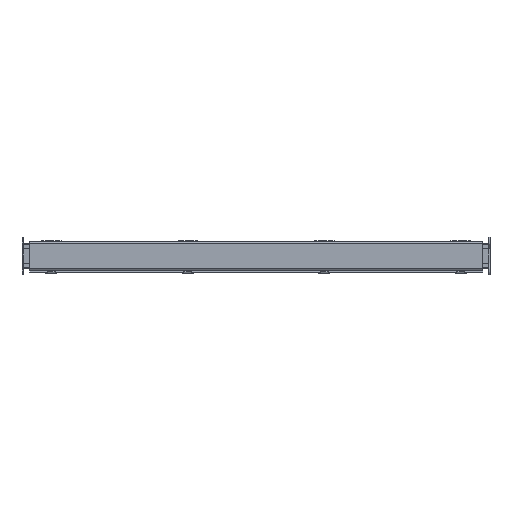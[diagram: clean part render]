
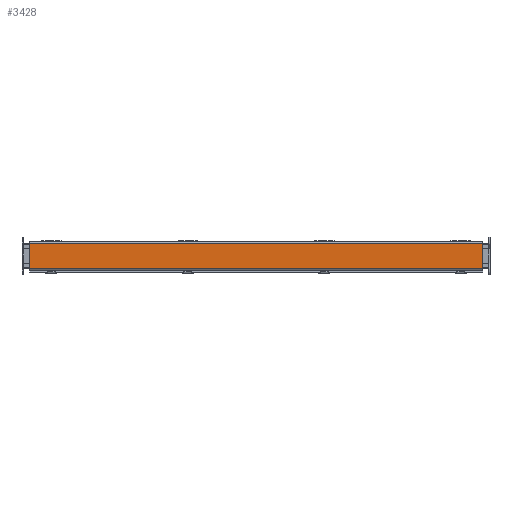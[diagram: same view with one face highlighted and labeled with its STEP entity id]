
A CAD part, top view. The second image highlights one B-rep face of the part: STEP entity #3428.
In plain terms, the highlighted planar face has unit normal (0, 0, 1).
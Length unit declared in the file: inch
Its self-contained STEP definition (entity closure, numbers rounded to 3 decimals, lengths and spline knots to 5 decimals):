
#1009 = CARTESIAN_POINT ( 'NONE',  ( 23.25, 1.3285, 2.672 ) ) ;
#1453 = CARTESIAN_POINT ( 'NONE',  ( -23.218, -1.4385, 2.672 ) ) ;
#2127 = CARTESIAN_POINT ( 'NONE',  ( -23.218, -1.3305, 2.672 ) ) ;
#3428 = ADVANCED_FACE ( 'NONE', ( #4629 ), #10806, .T. ) ;
#4026 = EDGE_CURVE ( 'NONE', #14388, #12443, #7930, .T. ) ;
#4092 = LINE ( 'NONE', #16489, #11638 ) ;
#4554 = VECTOR ( 'NONE', #10060, 39.37008 ) ;
#4629 = FACE_OUTER_BOUND ( 'NONE', #8110, .T. ) ;
#4798 = DIRECTION ( 'NONE',  ( 0., 1., 0. ) ) ;
#4808 = VECTOR ( 'NONE', #18208, 39.37008 ) ;
#5836 = EDGE_CURVE ( 'NONE', #12443, #6936, #6823, .T. ) ;
#6230 = AXIS2_PLACEMENT_3D ( 'NONE', #1453, #11763, #7193 ) ;
#6823 = LINE ( 'NONE', #12902, #4554 ) ;
#6936 = VERTEX_POINT ( 'NONE', #12657 ) ;
#7193 = DIRECTION ( 'NONE',  ( 1., 0., 0. ) ) ;
#7574 = CARTESIAN_POINT ( 'NONE',  ( 23.25, -1.3305, 2.672 ) ) ;
#7930 = LINE ( 'NONE', #18924, #9784 ) ;
#8110 = EDGE_LOOP ( 'NONE', ( #11878, #14381, #20022, #12123 ) ) ;
#8735 = LINE ( 'NONE', #19824, #4808 ) ;
#9784 = VECTOR ( 'NONE', #4798, 39.37008 ) ;
#10060 = DIRECTION ( 'NONE',  ( -1., 0., 0. ) ) ;
#10806 = PLANE ( 'NONE',  #6230 ) ;
#11638 = VECTOR ( 'NONE', #15165, 39.37008 ) ;
#11763 = DIRECTION ( 'NONE',  ( 0., 0., 1. ) ) ;
#11878 = ORIENTED_EDGE ( 'NONE', *, *, #13448, .T. ) ;
#12123 = ORIENTED_EDGE ( 'NONE', *, *, #5836, .T. ) ;
#12443 = VERTEX_POINT ( 'NONE', #1009 ) ;
#12657 = CARTESIAN_POINT ( 'NONE',  ( -23.218, 1.3285, 2.672 ) ) ;
#12902 = CARTESIAN_POINT ( 'NONE',  ( -23.218, 1.3285, 2.672 ) ) ;
#13384 = VERTEX_POINT ( 'NONE', #2127 ) ;
#13448 = EDGE_CURVE ( 'NONE', #6936, #13384, #8735, .T. ) ;
#14381 = ORIENTED_EDGE ( 'NONE', *, *, #18035, .T. ) ;
#14388 = VERTEX_POINT ( 'NONE', #7574 ) ;
#15165 = DIRECTION ( 'NONE',  ( 1., 0., 0. ) ) ;
#16489 = CARTESIAN_POINT ( 'NONE',  ( -23.218, -1.3305, 2.672 ) ) ;
#18035 = EDGE_CURVE ( 'NONE', #13384, #14388, #4092, .T. ) ;
#18208 = DIRECTION ( 'NONE',  ( 0., -1., 0. ) ) ;
#18924 = CARTESIAN_POINT ( 'NONE',  ( 23.25, -1.4385, 2.672 ) ) ;
#19824 = CARTESIAN_POINT ( 'NONE',  ( -23.218, -1.4385, 2.672 ) ) ;
#20022 = ORIENTED_EDGE ( 'NONE', *, *, #4026, .T. ) ;
